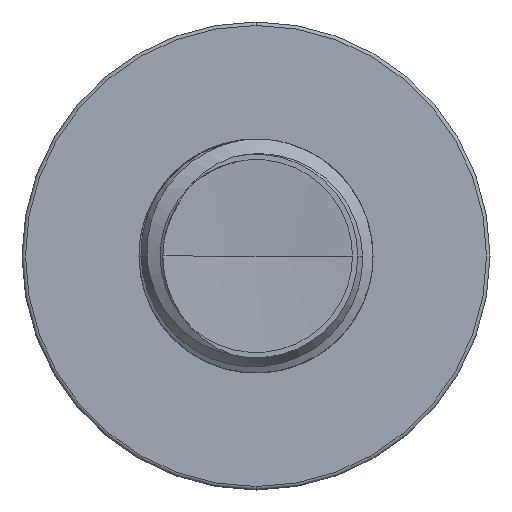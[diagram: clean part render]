
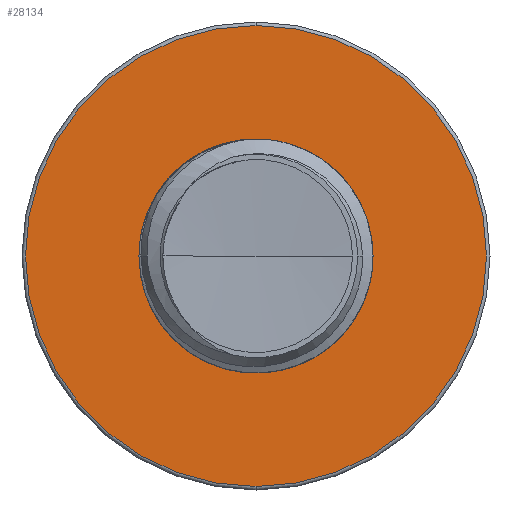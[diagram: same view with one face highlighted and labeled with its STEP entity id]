
A CAD part, front view. The second image highlights one B-rep face of the part: STEP entity #28134.
In plain terms, the highlighted planar face has unit normal (0, -1, 0).
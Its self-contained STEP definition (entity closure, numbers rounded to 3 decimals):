
#155 = AXIS2_PLACEMENT_3D ( 'NONE', #2164, #2131, #2125 ) ;
#530 = CARTESIAN_POINT ( 'NONE',  ( 0., 9., 2.923 ) ) ;
#1703 = EDGE_CURVE ( 'NONE', #8599, #14001, #21770, .T. ) ;
#2083 = AXIS2_PLACEMENT_3D ( 'NONE', #530, #19358, #3187 ) ;
#2116 = EDGE_CURVE ( 'NONE', #21138, #17732, #13965, .T. ) ;
#2125 = DIRECTION ( 'NONE',  ( 0., 0., -1. ) ) ;
#2131 = DIRECTION ( 'NONE',  ( 0., -1., 0. ) ) ;
#2164 = CARTESIAN_POINT ( 'NONE',  ( 0., 9., 0. ) ) ;
#2449 = FACE_BOUND ( 'NONE', #21456, .T. ) ;
#3187 = DIRECTION ( 'NONE',  ( 0., 0., -1. ) ) ;
#7073 = CARTESIAN_POINT ( 'NONE',  ( 0., 9., -5.91 ) ) ;
#8599 = VERTEX_POINT ( 'NONE', #11373 ) ;
#9540 = ORIENTED_EDGE ( 'NONE', *, *, #20534, .F. ) ;
#11373 = CARTESIAN_POINT ( 'NONE',  ( 0., 9., -2.923 ) ) ;
#12149 = AXIS2_PLACEMENT_3D ( 'NONE', #13586, #13558, #13518 ) ;
#12263 = ORIENTED_EDGE ( 'NONE', *, *, #19834, .T. ) ;
#12317 = AXIS2_PLACEMENT_3D ( 'NONE', #14465, #14404, #14399 ) ;
#13070 = CIRCLE ( 'NONE', #30804, 2.923 ) ;
#13518 = DIRECTION ( 'NONE',  ( 0., 0., -1. ) ) ;
#13558 = DIRECTION ( 'NONE',  ( 0., -1., 0. ) ) ;
#13586 = CARTESIAN_POINT ( 'NONE',  ( 0., 9., 0. ) ) ;
#13965 = CIRCLE ( 'NONE', #12149, 5.91 ) ;
#14001 = VERTEX_POINT ( 'NONE', #15449 ) ;
#14399 = DIRECTION ( 'NONE',  ( 0., 0., -1. ) ) ;
#14404 = DIRECTION ( 'NONE',  ( 0., -1., 0. ) ) ;
#14465 = CARTESIAN_POINT ( 'NONE',  ( 0., 9., 0. ) ) ;
#15074 = FACE_OUTER_BOUND ( 'NONE', #22198, .T. ) ;
#15449 = CARTESIAN_POINT ( 'NONE',  ( 0., 9., 2.923 ) ) ;
#16301 = CIRCLE ( 'NONE', #155, 5.91 ) ;
#16630 = PLANE ( 'NONE',  #2083 ) ;
#17732 = VERTEX_POINT ( 'NONE', #7073 ) ;
#19358 = DIRECTION ( 'NONE',  ( 0., -1., 0. ) ) ;
#19562 = DIRECTION ( 'NONE',  ( 0., 0., -1. ) ) ;
#19834 = EDGE_CURVE ( 'NONE', #17732, #21138, #16301, .T. ) ;
#20534 = EDGE_CURVE ( 'NONE', #14001, #8599, #13070, .T. ) ;
#20621 = DIRECTION ( 'NONE',  ( 0., -1., 0. ) ) ;
#20631 = CARTESIAN_POINT ( 'NONE',  ( 0., 9., 0. ) ) ;
#21012 = ORIENTED_EDGE ( 'NONE', *, *, #2116, .T. ) ;
#21138 = VERTEX_POINT ( 'NONE', #28027 ) ;
#21456 = EDGE_LOOP ( 'NONE', ( #21496, #9540 ) ) ;
#21496 = ORIENTED_EDGE ( 'NONE', *, *, #1703, .F. ) ;
#21770 = CIRCLE ( 'NONE', #12317, 2.923 ) ;
#22198 = EDGE_LOOP ( 'NONE', ( #12263, #21012 ) ) ;
#28027 = CARTESIAN_POINT ( 'NONE',  ( 0., 9., 5.91 ) ) ;
#28134 = ADVANCED_FACE ( 'NONE', ( #15074, #2449 ), #16630, .T. ) ;
#30804 = AXIS2_PLACEMENT_3D ( 'NONE', #20631, #20621, #19562 ) ;
